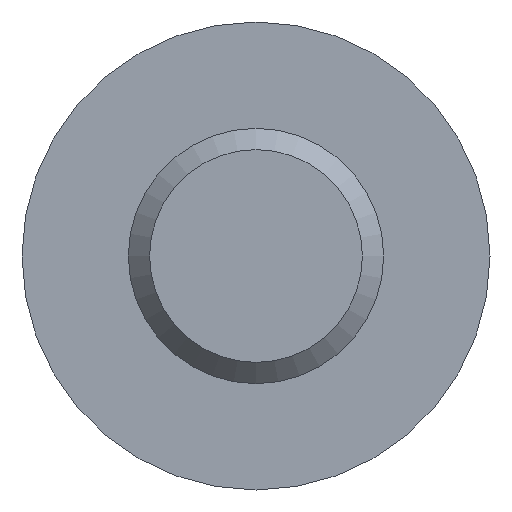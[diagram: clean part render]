
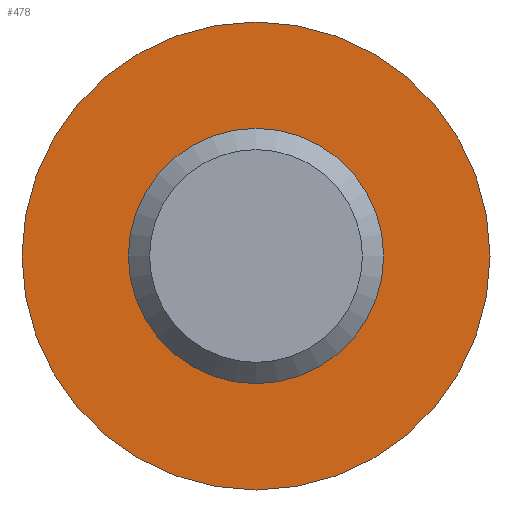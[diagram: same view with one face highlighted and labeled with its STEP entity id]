
A CAD part, front view. The second image highlights one B-rep face of the part: STEP entity #478.
In plain terms, the highlighted planar face has unit normal (0, -1, 0).
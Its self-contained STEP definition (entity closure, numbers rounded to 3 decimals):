
#24 = AXIS2_PLACEMENT_3D ( 'NONE', #31, #426, #99 ) ;
#31 = CARTESIAN_POINT ( 'NONE',  ( 0., 12., 0. ) ) ;
#45 = FACE_BOUND ( 'NONE', #300, .T. ) ;
#50 = CIRCLE ( 'NONE', #24, 2.75 ) ;
#51 = CARTESIAN_POINT ( 'NONE',  ( -1.5, 12., 0. ) ) ;
#85 = DIRECTION ( 'NONE',  ( 0., 0., 1. ) ) ;
#99 = DIRECTION ( 'NONE',  ( 0., 0., -1. ) ) ;
#111 = EDGE_CURVE ( 'NONE', #184, #184, #50, .T. ) ;
#160 = CARTESIAN_POINT ( 'NONE',  ( 0., 12., 0. ) ) ;
#184 = VERTEX_POINT ( 'NONE', #373 ) ;
#199 = PLANE ( 'NONE',  #319 ) ;
#222 = VERTEX_POINT ( 'NONE', #381 ) ;
#245 = EDGE_LOOP ( 'NONE', ( #392 ) ) ;
#282 = ORIENTED_EDGE ( 'NONE', *, *, #398, .F. ) ;
#300 = EDGE_LOOP ( 'NONE', ( #282 ) ) ;
#319 = AXIS2_PLACEMENT_3D ( 'NONE', #51, #447, #85 ) ;
#370 = DIRECTION ( 'NONE',  ( 0., 0., -1. ) ) ;
#373 = CARTESIAN_POINT ( 'NONE',  ( 0., 12., -2.75 ) ) ;
#381 = CARTESIAN_POINT ( 'NONE',  ( 0., 12., -1.5 ) ) ;
#392 = ORIENTED_EDGE ( 'NONE', *, *, #111, .T. ) ;
#398 = EDGE_CURVE ( 'NONE', #222, #222, #517, .T. ) ;
#406 = FACE_OUTER_BOUND ( 'NONE', #245, .T. ) ;
#424 = AXIS2_PLACEMENT_3D ( 'NONE', #160, #452, #370 ) ;
#426 = DIRECTION ( 'NONE',  ( 0., -1., 0. ) ) ;
#447 = DIRECTION ( 'NONE',  ( 0., 1., 0. ) ) ;
#452 = DIRECTION ( 'NONE',  ( 0., -1., 0. ) ) ;
#478 = ADVANCED_FACE ( 'NONE', ( #45, #406 ), #199, .F. ) ;
#517 = CIRCLE ( 'NONE', #424, 1.5 ) ;
